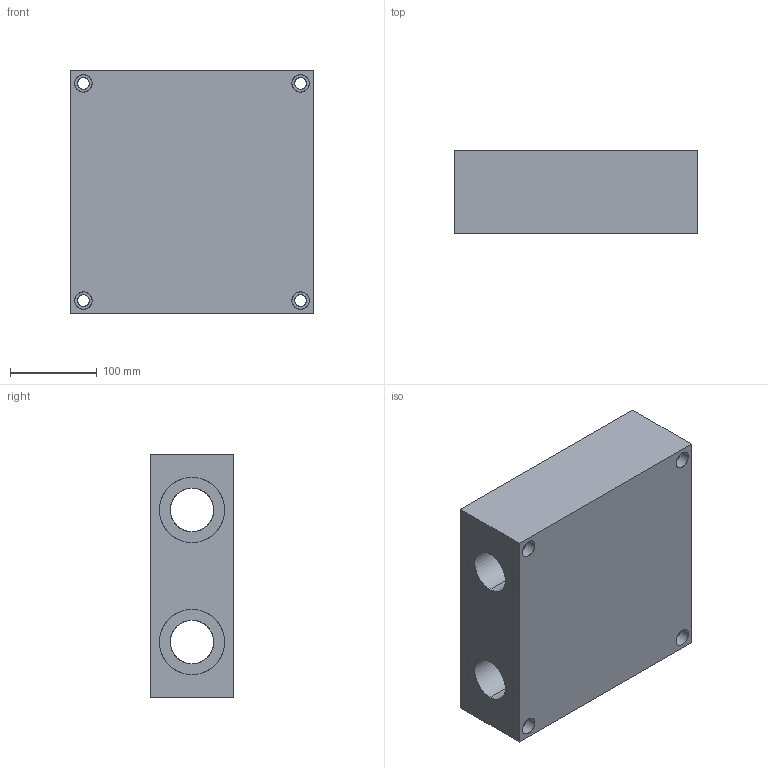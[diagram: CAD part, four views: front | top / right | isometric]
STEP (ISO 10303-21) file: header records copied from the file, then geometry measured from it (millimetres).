
FILE_DESCRIPTION ((), '1');
FILE_NAME ('VB40-250.stp', '2018-12-17T15:57:08', ('Unknown'), ('Unknown'), 'HarmonyWare STEP v2.0.5', 'Vectorworks', '');
FILE_SCHEMA (('CONFIG_CONTROL_DESIGN'));
Length unit declared in the file: millimetre
Products named in the file (67): NONE
Assembly tree (66 placements, depth 2):
  NONE
    NONE
    NONE
    NONE
    NONE
    NONE
    NONE
    NONE
    NONE
    NONE
    NONE
    NONE
    NONE
    NONE
    NONE
    NONE
    NONE
    NONE
    NONE
    NONE
    NONE
    NONE
    NONE
    NONE
    NONE
    NONE
    NONE
    NONE
    NONE
    NONE
    NONE
    NONE
    NONE
    NONE
    NONE
    NONE
    NONE
    NONE
    NONE
    NONE
    NONE
    NONE
    NONE
    NONE
    NONE
    NONE
    NONE
    NONE
    NONE
    NONE
    NONE
    NONE
    NONE
    NONE
    NONE
    NONE
    NONE
    NONE
    NONE
    NONE
Bounding box: 280 x 96 x 280 mm (x, y, z)
Surface area: 383001.2 mm2 (no closed solid volume)
Topology: 0 solids, 66 shells, 66 faces, 288 edges, 288 vertices
Faces by surface type: bspline 66
Entity records: 15470 total; most frequent: CARTESIAN_POINT 5460, PERSON 668, ORGANIZATION 668, PERSON_AND_ORGANIZATION 668, CALENDAR_DATE 467, COORDINATED_UNIVERSAL_TIME_OFFSET 467, LOCAL_TIME 467, DATE_AND_TIME 467
